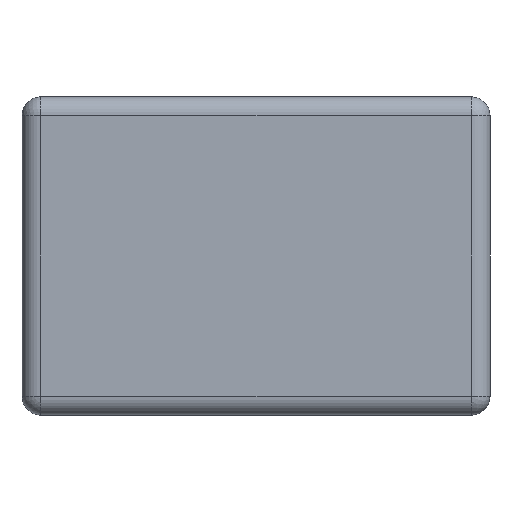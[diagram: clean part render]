
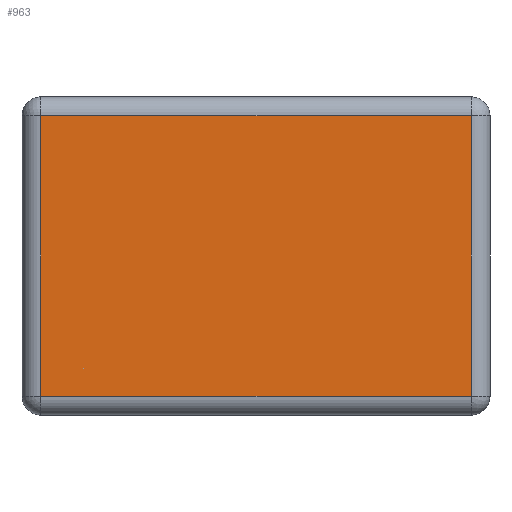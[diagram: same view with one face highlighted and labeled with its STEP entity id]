
A CAD part, left-side view. The second image highlights one B-rep face of the part: STEP entity #963.
In plain terms, the highlighted planar face has unit normal (-1, 0, 0).
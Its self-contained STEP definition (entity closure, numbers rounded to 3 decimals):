
#45=PLANE('',#1098);
#115=FACE_OUTER_BOUND('',#181,.T.);
#181=EDGE_LOOP('',(#833,#834,#835,#836));
#252=LINE('',#1730,#324);
#253=LINE('',#1736,#325);
#255=LINE('',#1743,#327);
#256=LINE('',#1745,#328);
#324=VECTOR('',#1370,10.);
#325=VECTOR('',#1379,10.);
#327=VECTOR('',#1389,10.);
#328=VECTOR('',#1392,10.);
#467=VERTEX_POINT('',#1712);
#469=VERTEX_POINT('',#1721);
#471=VERTEX_POINT('',#1732);
#472=VERTEX_POINT('',#1739);
#591=EDGE_CURVE('',#467,#469,#252,.T.);
#594=EDGE_CURVE('',#471,#467,#253,.T.);
#598=EDGE_CURVE('',#469,#472,#255,.T.);
#599=EDGE_CURVE('',#472,#471,#256,.T.);
#833=ORIENTED_EDGE('',*,*,#591,.F.);
#834=ORIENTED_EDGE('',*,*,#594,.F.);
#835=ORIENTED_EDGE('',*,*,#599,.F.);
#836=ORIENTED_EDGE('',*,*,#598,.F.);
#963=ADVANCED_FACE('',(#115),#45,.T.);
#1098=AXIS2_PLACEMENT_3D('',#1747,#1395,#1396);
#1370=DIRECTION('',(0.,1.,0.));
#1379=DIRECTION('',(0.,0.,-1.));
#1389=DIRECTION('',(0.,0.,1.));
#1392=DIRECTION('',(0.,-1.,0.));
#1395=DIRECTION('center_axis',(-1.,0.,0.));
#1396=DIRECTION('ref_axis',(0.,-1.,0.));
#1712=CARTESIAN_POINT('',(-1.,-0.575,0.05));
#1721=CARTESIAN_POINT('',(-1.,0.575,0.05));
#1730=CARTESIAN_POINT('',(-1.,0.313,0.05));
#1732=CARTESIAN_POINT('',(-1.,-0.575,0.8));
#1736=CARTESIAN_POINT('',(-1.,-0.575,0.));
#1739=CARTESIAN_POINT('',(-1.,0.575,0.8));
#1743=CARTESIAN_POINT('',(-1.,0.575,0.));
#1745=CARTESIAN_POINT('',(-1.,0.313,0.8));
#1747=CARTESIAN_POINT('Origin',(-1.,0.625,0.));
